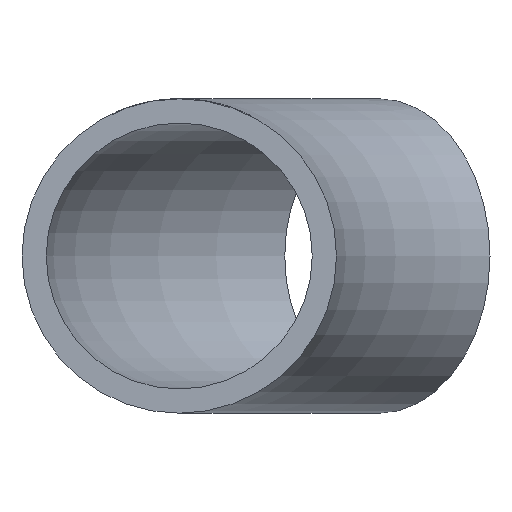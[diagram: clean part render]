
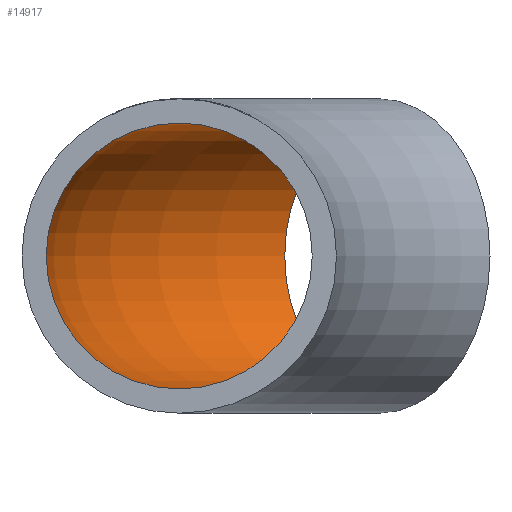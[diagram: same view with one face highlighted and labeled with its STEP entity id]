
A CAD part, front view. The second image highlights one B-rep face of the part: STEP entity #14917.
In plain terms, the highlighted toroidal (fillet/blend) face has major radius 73 mm and minor radius 14.25 mm.
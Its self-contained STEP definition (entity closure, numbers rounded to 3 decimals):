
#848 = DIRECTION ( 'NONE',  ( -1., 0., 0. ) ) ;
#1062 = ORIENTED_EDGE ( 'NONE', *, *, #9365, .T. ) ;
#2190 = FACE_OUTER_BOUND ( 'NONE', #14607, .T. ) ;
#2275 = CARTESIAN_POINT ( 'NONE',  ( 0., 0., 0. ) ) ;
#3148 = DIRECTION ( 'NONE',  ( -0.707, 0.707, 0. ) ) ;
#6299 = EDGE_LOOP ( 'NONE', ( #1062 ) ) ;
#6795 = EDGE_CURVE ( 'NONE', #13231, #13231, #11082, .T. ) ;
#7112 = VERTEX_POINT ( 'NONE', #14374 ) ;
#7396 = CARTESIAN_POINT ( 'NONE',  ( -73., 0., 14.25 ) ) ;
#7402 = DIRECTION ( 'NONE',  ( 0.707, 0.707, 0. ) ) ;
#8057 = DIRECTION ( 'NONE',  ( 0., 0., -1. ) ) ;
#8283 = DIRECTION ( 'NONE',  ( 0., 1., 0. ) ) ;
#9365 = EDGE_CURVE ( 'NONE', #7112, #7112, #15232, .T. ) ;
#10738 = ORIENTED_EDGE ( 'NONE', *, *, #6795, .F. ) ;
#11082 = CIRCLE ( 'NONE', #16254, 14.25 ) ;
#11149 = CARTESIAN_POINT ( 'NONE',  ( -73., 0., 0. ) ) ;
#11347 = AXIS2_PLACEMENT_3D ( 'NONE', #2275, #8057, #848 ) ;
#11431 = DIRECTION ( 'NONE',  ( 0., 0., 1. ) ) ;
#13231 = VERTEX_POINT ( 'NONE', #7396 ) ;
#14374 = CARTESIAN_POINT ( 'NONE',  ( -61.695, 61.695, 0. ) ) ;
#14569 = CARTESIAN_POINT ( 'NONE',  ( -51.619, 51.619, 0. ) ) ;
#14607 = EDGE_LOOP ( 'NONE', ( #10738 ) ) ;
#14691 = TOROIDAL_SURFACE ( 'NONE', #11347, 73., 14.25 ) ;
#14917 = ADVANCED_FACE ( 'NONE', ( #17986, #2190 ), #14691, .F. ) ;
#15232 = CIRCLE ( 'NONE', #16452, 14.25 ) ;
#16254 = AXIS2_PLACEMENT_3D ( 'NONE', #11149, #8283, #11431 ) ;
#16452 = AXIS2_PLACEMENT_3D ( 'NONE', #14569, #7402, #3148 ) ;
#17986 = FACE_OUTER_BOUND ( 'NONE', #6299, .T. ) ;
